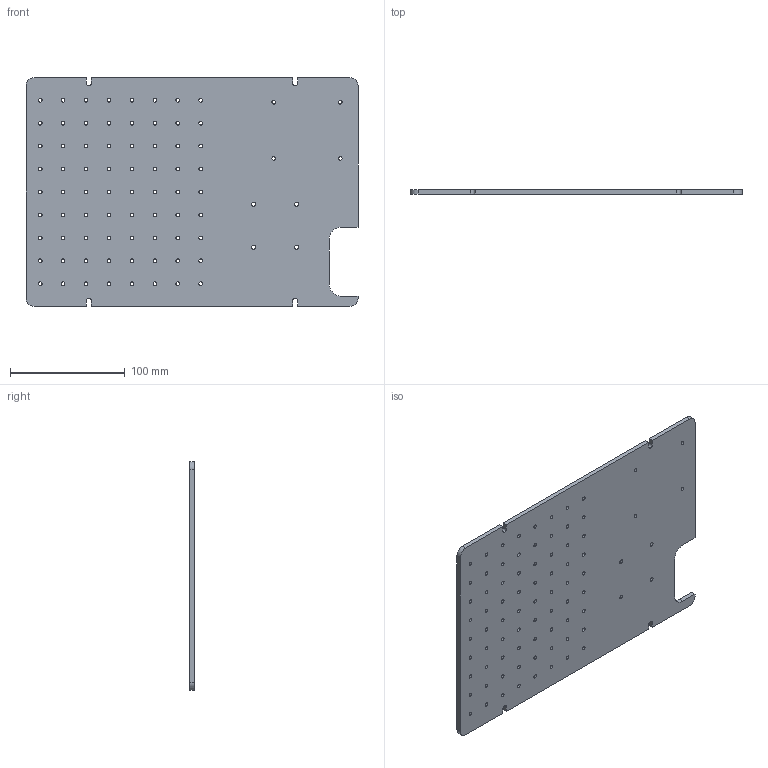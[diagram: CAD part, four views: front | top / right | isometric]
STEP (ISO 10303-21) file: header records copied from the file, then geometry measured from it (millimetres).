
FILE_DESCRIPTION (( 'STEP AP214' ), '1' );
FILE_NAME ('Mid_Plate.STEP', '2022-07-10T10:02:28', ( '' ), ( '' ), 'SwSTEP 2.0', 'SolidWorks 2021', '' );
FILE_SCHEMA (( 'AUTOMOTIVE_DESIGN' ));
Length unit declared in the file: millimetre
Products named in the file (1): Mid_Plate
Bounding box: 289.6 x 4 x 199.6 mm (x, y, z)
Volume: 222203.2 mm3; surface area: 118545.2 mm2
Topology: 1 solids, 1 shells, 194 faces, 576 edges, 384 vertices
Faces by surface type: cylinder 172, plane 22
Entity records: 7058 total; most frequent: DIRECTION 1310, CARTESIAN_POINT 1155, ORIENTED_EDGE 1152, EDGE_CURVE 576, AXIS2_PLACEMENT_3D 539, VERTEX_POINT 384, EDGE_LOOP 354, CIRCLE 344
